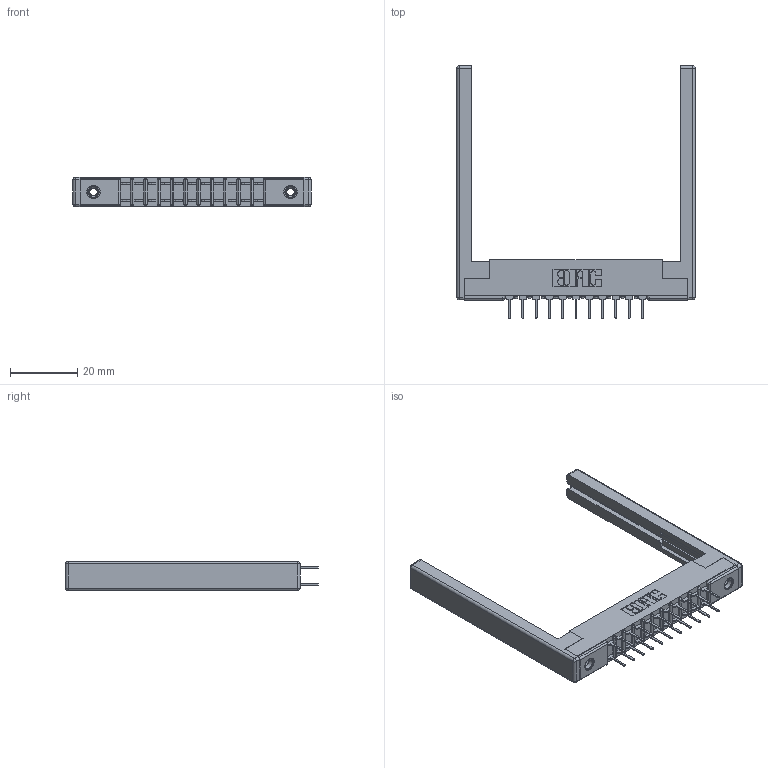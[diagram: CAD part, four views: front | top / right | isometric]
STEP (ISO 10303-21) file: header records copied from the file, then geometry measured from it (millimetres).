
FILE_DESCRIPTION (( 'STEP AP203' ), '1' );
FILE_NAME ('307-022-424-268.STEP', '2020-09-29T03:30:52', ( '' ), ( '' ), 'SwSTEP 2.0', 'SolidWorks 2020', '' );
FILE_SCHEMA (( 'CONFIG_CONTROL_DESIGN' ));
Length unit declared in the file: inch
Products named in the file (5): 345-250-001_345-250-001-102; 307-022-424-268; 307-220-068; 307 Part_.156 Dia Mounting Holes; 307-290-001_524
Assembly tree (27 placements, depth 2):
  307-022-424-268
    307 Part_.156 Dia Mounting Holes
    307-290-001_524  x22
    307-220-068  x2
    345-250-001_345-250-001-102  x2
Bounding box: 71.02 x 75.39 x 8.71 mm (x, y, z)
Volume: 9201 mm3; surface area: 11627.2 mm2
Topology: 27 solids, 27 shells, 1296 faces, 3573 edges, 2298 vertices
Faces by surface type: plane 840, cylinder 408, sphere 32, cone 12, torus 4
Entity records: 16331 total; most frequent: CARTESIAN_POINT 2656, DIRECTION 2630, ORIENTED_EDGE 2620, EDGE_CURVE 1310, VECTOR 990, LINE 990, VERTEX_POINT 846, AXIS2_PLACEMENT_3D 820
